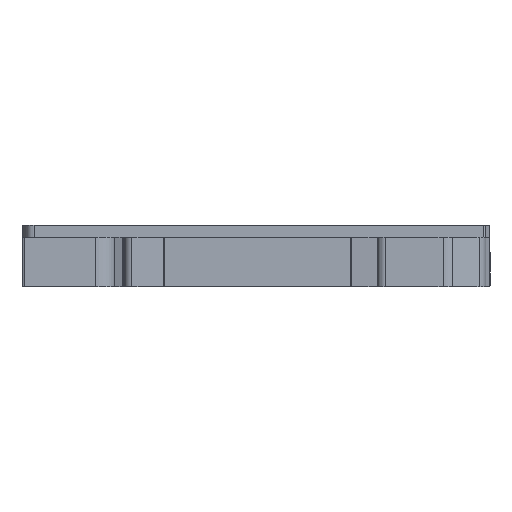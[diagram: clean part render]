
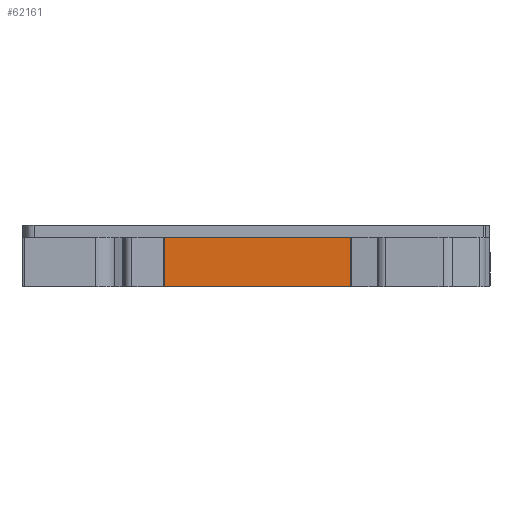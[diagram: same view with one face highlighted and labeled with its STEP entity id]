
A CAD part, front view. The second image highlights one B-rep face of the part: STEP entity #62161.
In plain terms, the highlighted planar face has unit normal (0, -1, 0).
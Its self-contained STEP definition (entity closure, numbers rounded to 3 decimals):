
#50248 = PLANE('',#50249);
#50249 = AXIS2_PLACEMENT_3D('',#50250,#50251,#50252);
#50250 = CARTESIAN_POINT('',(0.,0.5,6.1));
#50251 = DIRECTION('',(0.,0.,1.));
#50252 = DIRECTION('',(1.,0.,0.));
#50935 = PLANE('',#50936);
#50936 = AXIS2_PLACEMENT_3D('',#50937,#50938,#50939);
#50937 = CARTESIAN_POINT('',(0.,0.5,0.));
#50938 = DIRECTION('',(0.,0.,1.));
#50939 = DIRECTION('',(1.,0.,0.));
#56758 = VERTEX_POINT('',#56759);
#56759 = CARTESIAN_POINT('',(-11.321,0.8,0.));
#56778 = CYLINDRICAL_SURFACE('',#56779,1.);
#56779 = AXIS2_PLACEMENT_3D('',#56780,#56781,#56782);
#56780 = CARTESIAN_POINT('',(-11.321,-0.2,6.1));
#56781 = DIRECTION('',(0.,0.,1.));
#56782 = DIRECTION('',(1.,0.,0.));
#56790 = EDGE_CURVE('',#56758,#56791,#56793,.T.);
#56791 = VERTEX_POINT('',#56792);
#56792 = CARTESIAN_POINT('',(11.721,0.8,0.));
#56793 = SURFACE_CURVE('',#56794,(#56798,#56805),.PCURVE_S1.);
#56794 = LINE('',#56795,#56796);
#56795 = CARTESIAN_POINT('',(-11.321,0.8,0.));
#56796 = VECTOR('',#56797,1.);
#56797 = DIRECTION('',(1.,0.,0.));
#56798 = PCURVE('',#50935,#56799);
#56799 = DEFINITIONAL_REPRESENTATION('',(#56800),#56804);
#56800 = LINE('',#56801,#56802);
#56801 = CARTESIAN_POINT('',(-11.321,0.3));
#56802 = VECTOR('',#56803,1.);
#56803 = DIRECTION('',(1.,0.));
#56804 = ( GEOMETRIC_REPRESENTATION_CONTEXT(2) 
PARAMETRIC_REPRESENTATION_CONTEXT() REPRESENTATION_CONTEXT('2D SPACE',''
  ) );
#56805 = PCURVE('',#56806,#56811);
#56806 = PLANE('',#56807);
#56807 = AXIS2_PLACEMENT_3D('',#56808,#56809,#56810);
#56808 = CARTESIAN_POINT('',(11.721,0.8,6.1));
#56809 = DIRECTION('',(0.,1.,0.));
#56810 = DIRECTION('',(-1.,0.,0.));
#56811 = DEFINITIONAL_REPRESENTATION('',(#56812),#56816);
#56812 = LINE('',#56813,#56814);
#56813 = CARTESIAN_POINT('',(23.042,-6.1));
#56814 = VECTOR('',#56815,1.);
#56815 = DIRECTION('',(-1.,0.));
#56816 = ( GEOMETRIC_REPRESENTATION_CONTEXT(2) 
PARAMETRIC_REPRESENTATION_CONTEXT() REPRESENTATION_CONTEXT('2D SPACE',''
  ) );
#56839 = CYLINDRICAL_SURFACE('',#56840,1.);
#56840 = AXIS2_PLACEMENT_3D('',#56841,#56842,#56843);
#56841 = CARTESIAN_POINT('',(11.721,-0.2,6.1));
#56842 = DIRECTION('',(0.,0.,1.));
#56843 = DIRECTION('',(1.,0.,0.));
#59911 = VERTEX_POINT('',#59912);
#59912 = CARTESIAN_POINT('',(11.721,0.8,6.1));
#59934 = EDGE_CURVE('',#59911,#59935,#59937,.T.);
#59935 = VERTEX_POINT('',#59936);
#59936 = CARTESIAN_POINT('',(-11.321,0.8,6.1));
#59937 = SURFACE_CURVE('',#59938,(#59942,#59949),.PCURVE_S1.);
#59938 = LINE('',#59939,#59940);
#59939 = CARTESIAN_POINT('',(11.721,0.8,6.1));
#59940 = VECTOR('',#59941,1.);
#59941 = DIRECTION('',(-1.,0.,0.));
#59942 = PCURVE('',#50248,#59943);
#59943 = DEFINITIONAL_REPRESENTATION('',(#59944),#59948);
#59944 = LINE('',#59945,#59946);
#59945 = CARTESIAN_POINT('',(11.721,0.3));
#59946 = VECTOR('',#59947,1.);
#59947 = DIRECTION('',(-1.,0.));
#59948 = ( GEOMETRIC_REPRESENTATION_CONTEXT(2) 
PARAMETRIC_REPRESENTATION_CONTEXT() REPRESENTATION_CONTEXT('2D SPACE',''
  ) );
#59949 = PCURVE('',#56806,#59950);
#59950 = DEFINITIONAL_REPRESENTATION('',(#59951),#59955);
#59951 = LINE('',#59952,#59953);
#59952 = CARTESIAN_POINT('',(0.,0.));
#59953 = VECTOR('',#59954,1.);
#59954 = DIRECTION('',(1.,0.));
#59955 = ( GEOMETRIC_REPRESENTATION_CONTEXT(2) 
PARAMETRIC_REPRESENTATION_CONTEXT() REPRESENTATION_CONTEXT('2D SPACE',''
  ) );
#62139 = EDGE_CURVE('',#59935,#56758,#62140,.T.);
#62140 = SURFACE_CURVE('',#62141,(#62145,#62152),.PCURVE_S1.);
#62141 = LINE('',#62142,#62143);
#62142 = CARTESIAN_POINT('',(-11.321,0.8,6.1));
#62143 = VECTOR('',#62144,1.);
#62144 = DIRECTION('',(0.,0.,-1.));
#62145 = PCURVE('',#56778,#62146);
#62146 = DEFINITIONAL_REPRESENTATION('',(#62147),#62151);
#62147 = LINE('',#62148,#62149);
#62148 = CARTESIAN_POINT('',(1.571,0.));
#62149 = VECTOR('',#62150,1.);
#62150 = DIRECTION('',(0.,-1.));
#62151 = ( GEOMETRIC_REPRESENTATION_CONTEXT(2) 
PARAMETRIC_REPRESENTATION_CONTEXT() REPRESENTATION_CONTEXT('2D SPACE',''
  ) );
#62152 = PCURVE('',#56806,#62153);
#62153 = DEFINITIONAL_REPRESENTATION('',(#62154),#62158);
#62154 = LINE('',#62155,#62156);
#62155 = CARTESIAN_POINT('',(23.042,0.));
#62156 = VECTOR('',#62157,1.);
#62157 = DIRECTION('',(0.,-1.));
#62158 = ( GEOMETRIC_REPRESENTATION_CONTEXT(2) 
PARAMETRIC_REPRESENTATION_CONTEXT() REPRESENTATION_CONTEXT('2D SPACE',''
  ) );
#62161 = ADVANCED_FACE('',(#62162),#56806,.F.);
#62162 = FACE_BOUND('',#62163,.F.);
#62163 = EDGE_LOOP('',(#62164,#62165,#62166,#62167));
#62164 = ORIENTED_EDGE('',*,*,#56790,.F.);
#62165 = ORIENTED_EDGE('',*,*,#62139,.F.);
#62166 = ORIENTED_EDGE('',*,*,#59934,.F.);
#62167 = ORIENTED_EDGE('',*,*,#62168,.F.);
#62168 = EDGE_CURVE('',#56791,#59911,#62169,.T.);
#62169 = SURFACE_CURVE('',#62170,(#62174,#62181),.PCURVE_S1.);
#62170 = LINE('',#62171,#62172);
#62171 = CARTESIAN_POINT('',(11.721,0.8,0.));
#62172 = VECTOR('',#62173,1.);
#62173 = DIRECTION('',(0.,0.,1.));
#62174 = PCURVE('',#56806,#62175);
#62175 = DEFINITIONAL_REPRESENTATION('',(#62176),#62180);
#62176 = LINE('',#62177,#62178);
#62177 = CARTESIAN_POINT('',(0.,-6.1));
#62178 = VECTOR('',#62179,1.);
#62179 = DIRECTION('',(0.,1.));
#62180 = ( GEOMETRIC_REPRESENTATION_CONTEXT(2) 
PARAMETRIC_REPRESENTATION_CONTEXT() REPRESENTATION_CONTEXT('2D SPACE',''
  ) );
#62181 = PCURVE('',#56839,#62182);
#62182 = DEFINITIONAL_REPRESENTATION('',(#62183),#62187);
#62183 = LINE('',#62184,#62185);
#62184 = CARTESIAN_POINT('',(1.571,-6.1));
#62185 = VECTOR('',#62186,1.);
#62186 = DIRECTION('',(0.,1.));
#62187 = ( GEOMETRIC_REPRESENTATION_CONTEXT(2) 
PARAMETRIC_REPRESENTATION_CONTEXT() REPRESENTATION_CONTEXT('2D SPACE',''
  ) );
